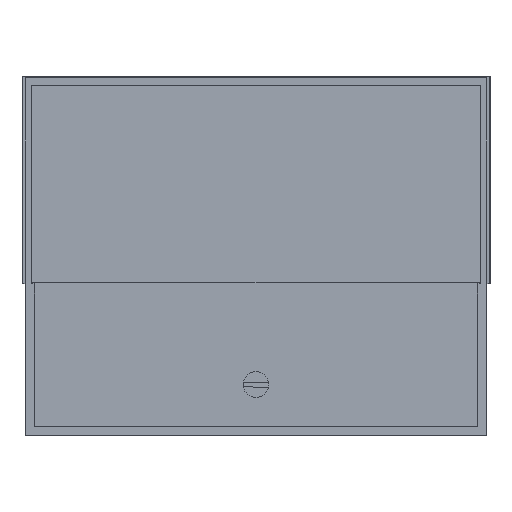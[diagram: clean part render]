
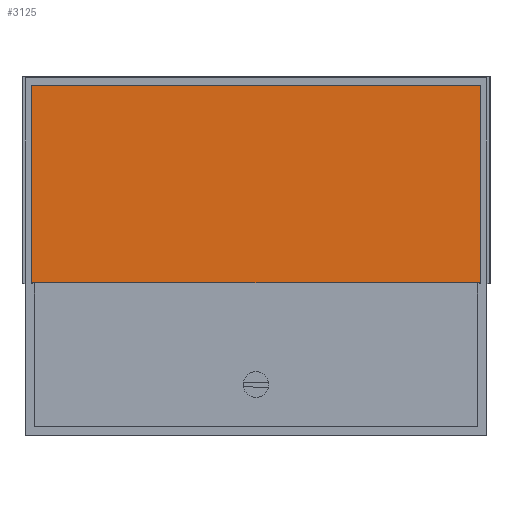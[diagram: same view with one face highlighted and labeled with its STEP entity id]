
A CAD part, top view. The second image highlights one B-rep face of the part: STEP entity #3125.
In plain terms, the highlighted planar face has unit normal (0, 0, 1).
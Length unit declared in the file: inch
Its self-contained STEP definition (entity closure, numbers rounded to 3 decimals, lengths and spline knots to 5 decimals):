
#263 = DIRECTION ( 'NONE',  ( 1., 0., 0. ) ) ;
#287 = DIRECTION ( 'NONE',  ( 0., 0., 1. ) ) ;
#317 = FACE_OUTER_BOUND ( 'NONE', #1535, .T. ) ;
#496 = LINE ( 'NONE', #2097, #2831 ) ;
#627 = EDGE_CURVE ( 'NONE', #747, #4397, #1344, .T. ) ;
#636 = VECTOR ( 'NONE', #2927, 39.37008 ) ;
#747 = VERTEX_POINT ( 'NONE', #1023 ) ;
#1023 = CARTESIAN_POINT ( 'NONE',  ( -1.22619, 0.31329, 0.63976 ) ) ;
#1344 = LINE ( 'NONE', #3717, #636 ) ;
#1496 = DIRECTION ( 'NONE',  ( 1., 0., 0. ) ) ;
#1535 = EDGE_LOOP ( 'NONE', ( #3057, #3166, #3740, #4133 ) ) ;
#1618 = LINE ( 'NONE', #4751, #4717 ) ;
#1839 = CARTESIAN_POINT ( 'NONE',  ( 0.57087, 1.13987, 0.63976 ) ) ;
#1898 = LINE ( 'NONE', #2331, #2415 ) ;
#2097 = CARTESIAN_POINT ( 'NONE',  ( 2.36792, -0.87194, 0.63976 ) ) ;
#2110 = CARTESIAN_POINT ( 'NONE',  ( 2.36792, 0.31329, 0.63976 ) ) ;
#2227 = PLANE ( 'NONE',  #3649 ) ;
#2273 = VERTEX_POINT ( 'NONE', #2110 ) ;
#2331 = CARTESIAN_POINT ( 'NONE',  ( -1.23622, 1.89559, 0.63976 ) ) ;
#2415 = VECTOR ( 'NONE', #1496, 39.37008 ) ;
#2563 = EDGE_CURVE ( 'NONE', #4397, #5116, #1898, .T. ) ;
#2722 = EDGE_CURVE ( 'NONE', #747, #2273, #1618, .T. ) ;
#2790 = DIRECTION ( 'NONE',  ( 1., 0., 0. ) ) ;
#2831 = VECTOR ( 'NONE', #4067, 39.37008 ) ;
#2847 = EDGE_CURVE ( 'NONE', #5116, #2273, #496, .T. ) ;
#2927 = DIRECTION ( 'NONE',  ( 0., 1., 0. ) ) ;
#3057 = ORIENTED_EDGE ( 'NONE', *, *, #2722, .T. ) ;
#3125 = ADVANCED_FACE ( 'NONE', ( #317 ), #2227, .T. ) ;
#3166 = ORIENTED_EDGE ( 'NONE', *, *, #2847, .F. ) ;
#3320 = CARTESIAN_POINT ( 'NONE',  ( 2.36792, 1.89559, 0.63976 ) ) ;
#3649 = AXIS2_PLACEMENT_3D ( 'NONE', #1839, #287, #263 ) ;
#3717 = CARTESIAN_POINT ( 'NONE',  ( -1.22619, -0.87194, 0.63976 ) ) ;
#3740 = ORIENTED_EDGE ( 'NONE', *, *, #2563, .F. ) ;
#4067 = DIRECTION ( 'NONE',  ( 0., -1., 0. ) ) ;
#4133 = ORIENTED_EDGE ( 'NONE', *, *, #627, .F. ) ;
#4145 = CARTESIAN_POINT ( 'NONE',  ( -1.22619, 1.89559, 0.63976 ) ) ;
#4397 = VERTEX_POINT ( 'NONE', #4145 ) ;
#4717 = VECTOR ( 'NONE', #2790, 39.37008 ) ;
#4751 = CARTESIAN_POINT ( 'NONE',  ( 0.57087, 0.31329, 0.63976 ) ) ;
#5116 = VERTEX_POINT ( 'NONE', #3320 ) ;
